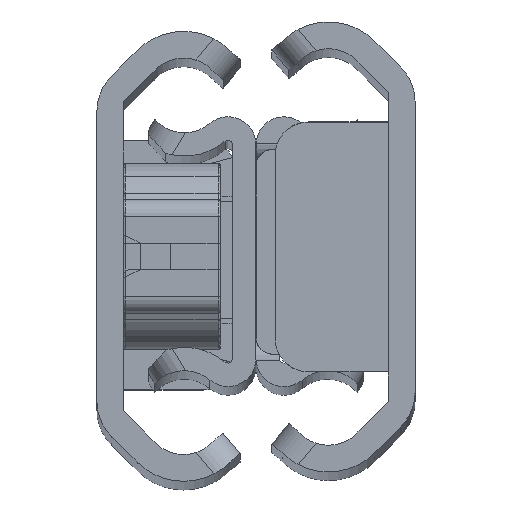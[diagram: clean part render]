
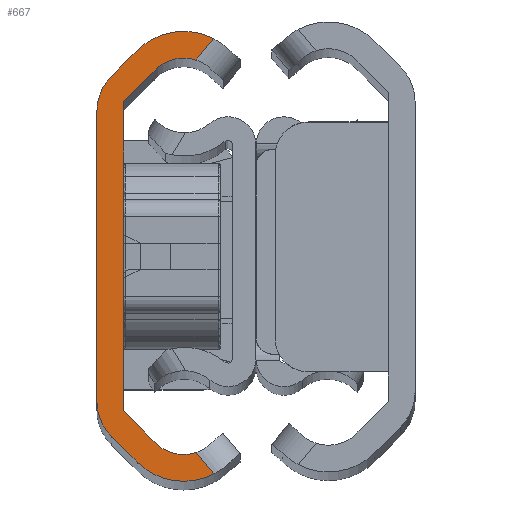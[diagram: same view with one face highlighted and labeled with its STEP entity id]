
A CAD part, top view. The second image highlights one B-rep face of the part: STEP entity #667.
In plain terms, the highlighted planar face has unit normal (0, 0, 1).
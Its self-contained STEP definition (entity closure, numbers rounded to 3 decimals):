
#181 = VERTEX_POINT ( 'NONE', #4305 ) ;
#203 = CARTESIAN_POINT ( 'NONE',  ( 0., 8.689, 0. ) ) ;
#373 = AXIS2_PLACEMENT_3D ( 'NONE', #2155, #4056, #613 ) ;
#460 = LINE ( 'NONE', #1632, #5574 ) ;
#512 = DIRECTION ( 'NONE',  ( 0., 0., 1. ) ) ;
#535 = DIRECTION ( 'NONE',  ( 0., 0., -1. ) ) ;
#580 = DIRECTION ( 'NONE',  ( 1., 0., 0. ) ) ;
#585 = VERTEX_POINT ( 'NONE', #2774 ) ;
#597 = DIRECTION ( 'NONE',  ( 0., 1., 0. ) ) ;
#613 = DIRECTION ( 'NONE',  ( 1., 0., 0. ) ) ;
#667 = ADVANCED_FACE ( 'NONE', ( #6658 ), #6727, .T. ) ;
#680 = ORIENTED_EDGE ( 'NONE', *, *, #5139, .T. ) ;
#721 = VECTOR ( 'NONE', #728, 1000. ) ;
#728 = DIRECTION ( 'NONE',  ( 0.707, -0.707, 0. ) ) ;
#868 = CARTESIAN_POINT ( 'NONE',  ( 7.017, 13.056, 0. ) ) ;
#934 = VERTEX_POINT ( 'NONE', #3115 ) ;
#958 = VECTOR ( 'NONE', #2558, 1000. ) ;
#1009 = CARTESIAN_POINT ( 'NONE',  ( 5.2, 9.52, 0. ) ) ;
#1093 = CARTESIAN_POINT ( 'NONE',  ( 5.2, -9.52, 0. ) ) ;
#1119 = DIRECTION ( 'NONE',  ( 0.707, 0.707, 0. ) ) ;
#1226 = CIRCLE ( 'NONE', #4722, 3. ) ;
#1307 = VECTOR ( 'NONE', #5450, 1000. ) ;
#1417 = AXIS2_PLACEMENT_3D ( 'NONE', #1093, #535, #6942 ) ;
#1544 = ORIENTED_EDGE ( 'NONE', *, *, #3807, .T. ) ;
#1632 = CARTESIAN_POINT ( 'NONE',  ( -5.35, 1.683, 0. ) ) ;
#1673 = DIRECTION ( 'NONE',  ( 0., 0., 1. ) ) ;
#1706 = DIRECTION ( 'NONE',  ( -0.643, 0.766, 0. ) ) ;
#1726 = LINE ( 'NONE', #4041, #958 ) ;
#1757 = CARTESIAN_POINT ( 'NONE',  ( 3.359, 11.028, 0. ) ) ;
#1760 = VERTEX_POINT ( 'NONE', #7446 ) ;
#1776 = CARTESIAN_POINT ( 'NONE',  ( 2.414, 12.346, 0. ) ) ;
#1780 = CIRCLE ( 'NONE', #7209, 2.38 ) ;
#1878 = CARTESIAN_POINT ( 'NONE',  ( 0.879, -10.811, 0. ) ) ;
#2056 = CARTESIAN_POINT ( 'NONE',  ( 5.2, -9.56, 0. ) ) ;
#2131 = VERTEX_POINT ( 'NONE', #1776 ) ;
#2155 = CARTESIAN_POINT ( 'NONE',  ( 3., 8.689, 0. ) ) ;
#2308 = VERTEX_POINT ( 'NONE', #6461 ) ;
#2373 = DIRECTION ( 'NONE',  ( 1., 0., 0. ) ) ;
#2408 = CARTESIAN_POINT ( 'NONE',  ( 3.359, -11.028, 0. ) ) ;
#2436 = ORIENTED_EDGE ( 'NONE', *, *, #2605, .T. ) ;
#2454 = DIRECTION ( 'NONE',  ( -0.707, 0.707, 0. ) ) ;
#2558 = DIRECTION ( 'NONE',  ( 0.643, 0.766, 0. ) ) ;
#2605 = EDGE_CURVE ( 'NONE', #4388, #4564, #2803, .T. ) ;
#2712 = DIRECTION ( 'NONE',  ( 0., -1., 0. ) ) ;
#2740 = EDGE_CURVE ( 'NONE', #2308, #4440, #1226, .T. ) ;
#2753 = EDGE_CURVE ( 'NONE', #5162, #2131, #7030, .T. ) ;
#2774 = CARTESIAN_POINT ( 'NONE',  ( 0.879, 10.811, 0. ) ) ;
#2803 = CIRCLE ( 'NONE', #5695, 3.94 ) ;
#2870 = DIRECTION ( 'NONE',  ( 1., 0., 0. ) ) ;
#2948 = ORIENTED_EDGE ( 'NONE', *, *, #5651, .T. ) ;
#2957 = ORIENTED_EDGE ( 'NONE', *, *, #5419, .T. ) ;
#3072 = CARTESIAN_POINT ( 'NONE',  ( 3., 8.689, 0. ) ) ;
#3093 = CIRCLE ( 'NONE', #7293, 3. ) ;
#3115 = CARTESIAN_POINT ( 'NONE',  ( 1.6, 9.269, 0. ) ) ;
#3121 = LINE ( 'NONE', #5307, #721 ) ;
#3130 = EDGE_CURVE ( 'NONE', #4564, #5206, #460, .T. ) ;
#3138 = VECTOR ( 'NONE', #597, 1000. ) ;
#3185 = CARTESIAN_POINT ( 'NONE',  ( 1.6, -9.269, 0. ) ) ;
#3288 = CARTESIAN_POINT ( 'NONE',  ( 2.414, -12.346, 0. ) ) ;
#3300 = CARTESIAN_POINT ( 'NONE',  ( 5.946, -11.78, 0. ) ) ;
#3409 = AXIS2_PLACEMENT_3D ( 'NONE', #5203, #1673, #7413 ) ;
#3436 = ORIENTED_EDGE ( 'NONE', *, *, #2753, .T. ) ;
#3585 = LINE ( 'NONE', #2408, #5899 ) ;
#3781 = ORIENTED_EDGE ( 'NONE', *, *, #5429, .T. ) ;
#3807 = EDGE_CURVE ( 'NONE', #585, #5850, #3093, .T. ) ;
#3863 = VECTOR ( 'NONE', #1119, 1000. ) ;
#4002 = EDGE_CURVE ( 'NONE', #5554, #1760, #1780, .T. ) ;
#4041 = CARTESIAN_POINT ( 'NONE',  ( 3.207, 8.515, 0. ) ) ;
#4056 = DIRECTION ( 'NONE',  ( 0., 0., 1. ) ) ;
#4079 = DIRECTION ( 'NONE',  ( 0., 0., 1. ) ) ;
#4305 = CARTESIAN_POINT ( 'NONE',  ( 3.359, -11.028, 0. ) ) ;
#4388 = VERTEX_POINT ( 'NONE', #3288 ) ;
#4389 = LINE ( 'NONE', #5592, #1307 ) ;
#4409 = DIRECTION ( 'NONE',  ( 1., 0., 0. ) ) ;
#4440 = VERTEX_POINT ( 'NONE', #1878 ) ;
#4564 = VERTEX_POINT ( 'NONE', #5904 ) ;
#4722 = AXIS2_PLACEMENT_3D ( 'NONE', #6353, #512, #580 ) ;
#4867 = CARTESIAN_POINT ( 'NONE',  ( 3.359, 11.028, 0. ) ) ;
#4889 = EDGE_CURVE ( 'NONE', #5206, #181, #6968, .T. ) ;
#4978 = CARTESIAN_POINT ( 'NONE',  ( 0., -8.689, 0. ) ) ;
#5139 = EDGE_CURVE ( 'NONE', #2131, #585, #4389, .T. ) ;
#5162 = VERTEX_POINT ( 'NONE', #868 ) ;
#5203 = CARTESIAN_POINT ( 'NONE',  ( 5.2, 9.56, 0. ) ) ;
#5206 = VERTEX_POINT ( 'NONE', #3300 ) ;
#5307 = CARTESIAN_POINT ( 'NONE',  ( 2.414, -12.346, 0. ) ) ;
#5419 = EDGE_CURVE ( 'NONE', #934, #5554, #6190, .T. ) ;
#5429 = EDGE_CURVE ( 'NONE', #1760, #5162, #1726, .T. ) ;
#5450 = DIRECTION ( 'NONE',  ( -0.707, -0.707, 0. ) ) ;
#5478 = ORIENTED_EDGE ( 'NONE', *, *, #2740, .T. ) ;
#5554 = VERTEX_POINT ( 'NONE', #4867 ) ;
#5574 = VECTOR ( 'NONE', #1706, 1000. ) ;
#5592 = CARTESIAN_POINT ( 'NONE',  ( 2.414, 12.346, 0. ) ) ;
#5651 = EDGE_CURVE ( 'NONE', #5850, #2308, #6177, .T. ) ;
#5669 = ORIENTED_EDGE ( 'NONE', *, *, #4002, .T. ) ;
#5695 = AXIS2_PLACEMENT_3D ( 'NONE', #2056, #7303, #4409 ) ;
#5842 = EDGE_CURVE ( 'NONE', #4440, #4388, #3121, .T. ) ;
#5850 = VERTEX_POINT ( 'NONE', #203 ) ;
#5896 = ORIENTED_EDGE ( 'NONE', *, *, #4889, .T. ) ;
#5899 = VECTOR ( 'NONE', #2454, 1000. ) ;
#5904 = CARTESIAN_POINT ( 'NONE',  ( 7.017, -13.056, 0. ) ) ;
#5952 = ORIENTED_EDGE ( 'NONE', *, *, #6708, .T. ) ;
#5978 = ORIENTED_EDGE ( 'NONE', *, *, #5842, .T. ) ;
#6143 = VECTOR ( 'NONE', #2712, 1000. ) ;
#6177 = LINE ( 'NONE', #4978, #6143 ) ;
#6189 = DIRECTION ( 'NONE',  ( 0., 0., -1. ) ) ;
#6190 = LINE ( 'NONE', #1757, #3863 ) ;
#6246 = EDGE_LOOP ( 'NONE', ( #2436, #6333, #5896, #5952, #6622, #2957, #5669, #3781, #3436, #680, #1544, #2948, #5478, #5978 ) ) ;
#6333 = ORIENTED_EDGE ( 'NONE', *, *, #3130, .T. ) ;
#6353 = CARTESIAN_POINT ( 'NONE',  ( 3., -8.689, 0. ) ) ;
#6461 = CARTESIAN_POINT ( 'NONE',  ( 0., -8.689, 0. ) ) ;
#6559 = EDGE_CURVE ( 'NONE', #6829, #934, #7393, .T. ) ;
#6622 = ORIENTED_EDGE ( 'NONE', *, *, #6559, .T. ) ;
#6658 = FACE_OUTER_BOUND ( 'NONE', #6246, .T. ) ;
#6708 = EDGE_CURVE ( 'NONE', #181, #6829, #3585, .T. ) ;
#6727 = PLANE ( 'NONE',  #373 ) ;
#6829 = VERTEX_POINT ( 'NONE', #3185 ) ;
#6942 = DIRECTION ( 'NONE',  ( 1., 0., 0. ) ) ;
#6968 = CIRCLE ( 'NONE', #1417, 2.38 ) ;
#6970 = CARTESIAN_POINT ( 'NONE',  ( 1.6, 9.269, 0. ) ) ;
#7030 = CIRCLE ( 'NONE', #3409, 3.94 ) ;
#7209 = AXIS2_PLACEMENT_3D ( 'NONE', #1009, #6189, #2870 ) ;
#7293 = AXIS2_PLACEMENT_3D ( 'NONE', #3072, #4079, #2373 ) ;
#7303 = DIRECTION ( 'NONE',  ( 0., 0., 1. ) ) ;
#7393 = LINE ( 'NONE', #6970, #3138 ) ;
#7413 = DIRECTION ( 'NONE',  ( 1., 0., 0. ) ) ;
#7446 = CARTESIAN_POINT ( 'NONE',  ( 5.946, 11.78, 0. ) ) ;
